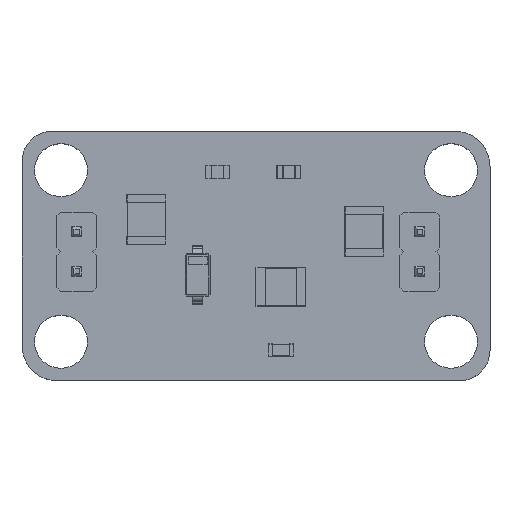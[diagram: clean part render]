
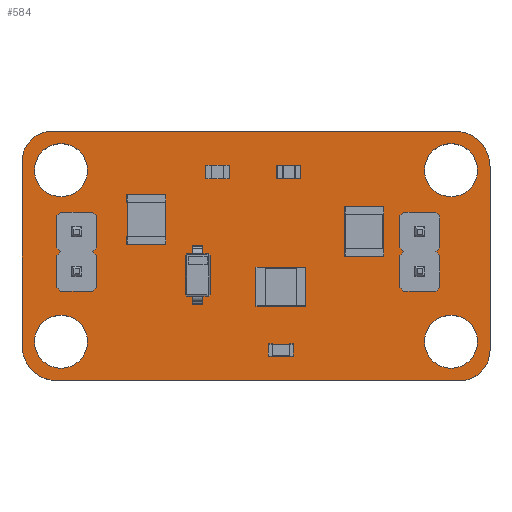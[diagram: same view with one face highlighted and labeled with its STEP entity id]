
A CAD part, top view. The second image highlights one B-rep face of the part: STEP entity #584.
In plain terms, the highlighted planar face has unit normal (0, 0, 1).
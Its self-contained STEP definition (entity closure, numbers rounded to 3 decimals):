
#69 = VERTEX_POINT('',#70);
#70 = CARTESIAN_POINT('',(134.443,-100.,0.));
#87 = VERTEX_POINT('',#88);
#88 = CARTESIAN_POINT('',(160.237,-100.,0.));
#94 = EDGE_CURVE('',#69,#87,#95,.T.);
#95 = LINE('',#96,#97);
#96 = CARTESIAN_POINT('',(134.443,-100.,0.));
#97 = VECTOR('',#98,1.);
#98 = DIRECTION('',(1.,0.,0.));
#109 = VERTEX_POINT('',#110);
#110 = CARTESIAN_POINT('',(132.5,-101.943,0.));
#126 = EDGE_CURVE('',#109,#69,#127,.T.);
#127 = CIRCLE('',#128,1.943);
#128 = AXIS2_PLACEMENT_3D('',#129,#130,#131);
#129 = CARTESIAN_POINT('',(134.443,-101.943,0.));
#130 = DIRECTION('',(0.,0.,-1.));
#131 = DIRECTION('',(-1.,0.,0.));
#152 = VERTEX_POINT('',#153);
#153 = CARTESIAN_POINT('',(162.5,-102.263,0.));
#159 = EDGE_CURVE('',#87,#152,#160,.T.);
#160 = CIRCLE('',#161,2.263);
#161 = AXIS2_PLACEMENT_3D('',#162,#163,#164);
#162 = CARTESIAN_POINT('',(160.237,-102.263,0.));
#163 = DIRECTION('',(0.,0.,-1.));
#164 = DIRECTION('',(0.,1.,0.));
#175 = VERTEX_POINT('',#176);
#176 = CARTESIAN_POINT('',(132.5,-113.737,0.));
#191 = EDGE_CURVE('',#175,#109,#192,.T.);
#192 = LINE('',#193,#194);
#193 = CARTESIAN_POINT('',(132.5,-113.737,0.));
#194 = VECTOR('',#195,1.);
#195 = DIRECTION('',(0.,1.,0.));
#215 = VERTEX_POINT('',#216);
#216 = CARTESIAN_POINT('',(162.5,-114.057,0.));
#222 = EDGE_CURVE('',#152,#215,#223,.T.);
#223 = LINE('',#224,#225);
#224 = CARTESIAN_POINT('',(162.5,-102.263,0.));
#225 = VECTOR('',#226,1.);
#226 = DIRECTION('',(0.,-1.,0.));
#237 = VERTEX_POINT('',#238);
#238 = CARTESIAN_POINT('',(134.763,-116.,0.));
#254 = EDGE_CURVE('',#237,#175,#255,.T.);
#255 = CIRCLE('',#256,2.263);
#256 = AXIS2_PLACEMENT_3D('',#257,#258,#259);
#257 = CARTESIAN_POINT('',(134.763,-113.737,0.));
#258 = DIRECTION('',(0.,0.,-1.));
#259 = DIRECTION('',(0.,-1.,0.));
#280 = VERTEX_POINT('',#281);
#281 = CARTESIAN_POINT('',(160.557,-116.,0.));
#287 = EDGE_CURVE('',#215,#280,#288,.T.);
#288 = CIRCLE('',#289,1.943);
#289 = AXIS2_PLACEMENT_3D('',#290,#291,#292);
#290 = CARTESIAN_POINT('',(160.557,-114.057,0.));
#291 = DIRECTION('',(0.,0.,-1.));
#292 = DIRECTION('',(1.,0.,0.));
#310 = EDGE_CURVE('',#280,#237,#311,.T.);
#311 = LINE('',#312,#313);
#312 = CARTESIAN_POINT('',(160.557,-116.,0.));
#313 = VECTOR('',#314,1.);
#314 = DIRECTION('',(-1.,0.,0.));
#325 = VERTEX_POINT('',#326);
#326 = CARTESIAN_POINT('',(161.7,-113.5,0.));
#342 = EDGE_CURVE('',#325,#325,#343,.T.);
#343 = CIRCLE('',#344,1.7);
#344 = AXIS2_PLACEMENT_3D('',#345,#346,#347);
#345 = CARTESIAN_POINT('',(160.,-113.5,0.));
#346 = DIRECTION('',(0.,0.,1.));
#347 = DIRECTION('',(1.,0.,0.));
#358 = VERTEX_POINT('',#359);
#359 = CARTESIAN_POINT('',(158.5,-106.46,0.));
#375 = EDGE_CURVE('',#358,#358,#376,.T.);
#376 = CIRCLE('',#377,0.5);
#377 = AXIS2_PLACEMENT_3D('',#378,#379,#380);
#378 = CARTESIAN_POINT('',(158.,-106.46,0.));
#379 = DIRECTION('',(0.,0.,1.));
#380 = DIRECTION('',(1.,0.,0.));
#391 = VERTEX_POINT('',#392);
#392 = CARTESIAN_POINT('',(158.5,-109.,0.));
#408 = EDGE_CURVE('',#391,#391,#409,.T.);
#409 = CIRCLE('',#410,0.5);
#410 = AXIS2_PLACEMENT_3D('',#411,#412,#413);
#411 = CARTESIAN_POINT('',(158.,-109.,0.));
#412 = DIRECTION('',(0.,0.,1.));
#413 = DIRECTION('',(1.,0.,0.));
#424 = VERTEX_POINT('',#425);
#425 = CARTESIAN_POINT('',(161.7,-102.5,0.));
#441 = EDGE_CURVE('',#424,#424,#442,.T.);
#442 = CIRCLE('',#443,1.7);
#443 = AXIS2_PLACEMENT_3D('',#444,#445,#446);
#444 = CARTESIAN_POINT('',(160.,-102.5,0.));
#445 = DIRECTION('',(0.,0.,1.));
#446 = DIRECTION('',(1.,0.,0.));
#457 = VERTEX_POINT('',#458);
#458 = CARTESIAN_POINT('',(136.7,-102.5,0.));
#474 = EDGE_CURVE('',#457,#457,#475,.T.);
#475 = CIRCLE('',#476,1.7);
#476 = AXIS2_PLACEMENT_3D('',#477,#478,#479);
#477 = CARTESIAN_POINT('',(135.,-102.5,0.));
#478 = DIRECTION('',(0.,0.,1.));
#479 = DIRECTION('',(1.,0.,0.));
#490 = VERTEX_POINT('',#491);
#491 = CARTESIAN_POINT('',(136.5,-106.46,0.));
#507 = EDGE_CURVE('',#490,#490,#508,.T.);
#508 = CIRCLE('',#509,0.5);
#509 = AXIS2_PLACEMENT_3D('',#510,#511,#512);
#510 = CARTESIAN_POINT('',(136.,-106.46,0.));
#511 = DIRECTION('',(0.,0.,1.));
#512 = DIRECTION('',(1.,0.,0.));
#523 = VERTEX_POINT('',#524);
#524 = CARTESIAN_POINT('',(136.5,-109.,0.));
#540 = EDGE_CURVE('',#523,#523,#541,.T.);
#541 = CIRCLE('',#542,0.5);
#542 = AXIS2_PLACEMENT_3D('',#543,#544,#545);
#543 = CARTESIAN_POINT('',(136.,-109.,0.));
#544 = DIRECTION('',(0.,0.,1.));
#545 = DIRECTION('',(1.,0.,0.));
#556 = VERTEX_POINT('',#557);
#557 = CARTESIAN_POINT('',(136.7,-113.5,0.));
#573 = EDGE_CURVE('',#556,#556,#574,.T.);
#574 = CIRCLE('',#575,1.7);
#575 = AXIS2_PLACEMENT_3D('',#576,#577,#578);
#576 = CARTESIAN_POINT('',(135.,-113.5,0.));
#577 = DIRECTION('',(0.,0.,1.));
#578 = DIRECTION('',(1.,0.,0.));
#584 = ADVANCED_FACE('',(#585,#595,#598,#601,#604,#607,#610,#613,#616),
  #619,.T.);
#585 = FACE_BOUND('',#586,.T.);
#586 = EDGE_LOOP('',(#587,#588,#589,#590,#591,#592,#593,#594));
#587 = ORIENTED_EDGE('',*,*,#94,.F.);
#588 = ORIENTED_EDGE('',*,*,#126,.F.);
#589 = ORIENTED_EDGE('',*,*,#191,.F.);
#590 = ORIENTED_EDGE('',*,*,#254,.F.);
#591 = ORIENTED_EDGE('',*,*,#310,.F.);
#592 = ORIENTED_EDGE('',*,*,#287,.F.);
#593 = ORIENTED_EDGE('',*,*,#222,.F.);
#594 = ORIENTED_EDGE('',*,*,#159,.F.);
#595 = FACE_BOUND('',#596,.T.);
#596 = EDGE_LOOP('',(#597));
#597 = ORIENTED_EDGE('',*,*,#342,.F.);
#598 = FACE_BOUND('',#599,.T.);
#599 = EDGE_LOOP('',(#600));
#600 = ORIENTED_EDGE('',*,*,#375,.F.);
#601 = FACE_BOUND('',#602,.T.);
#602 = EDGE_LOOP('',(#603));
#603 = ORIENTED_EDGE('',*,*,#408,.F.);
#604 = FACE_BOUND('',#605,.T.);
#605 = EDGE_LOOP('',(#606));
#606 = ORIENTED_EDGE('',*,*,#441,.F.);
#607 = FACE_BOUND('',#608,.T.);
#608 = EDGE_LOOP('',(#609));
#609 = ORIENTED_EDGE('',*,*,#474,.F.);
#610 = FACE_BOUND('',#611,.T.);
#611 = EDGE_LOOP('',(#612));
#612 = ORIENTED_EDGE('',*,*,#507,.F.);
#613 = FACE_BOUND('',#614,.T.);
#614 = EDGE_LOOP('',(#615));
#615 = ORIENTED_EDGE('',*,*,#540,.F.);
#616 = FACE_BOUND('',#617,.T.);
#617 = EDGE_LOOP('',(#618));
#618 = ORIENTED_EDGE('',*,*,#573,.F.);
#619 = PLANE('',#620);
#620 = AXIS2_PLACEMENT_3D('',#621,#622,#623);
#621 = CARTESIAN_POINT('',(134.443,-100.,0.));
#622 = DIRECTION('',(0.,0.,1.));
#623 = DIRECTION('',(1.,0.,0.));
